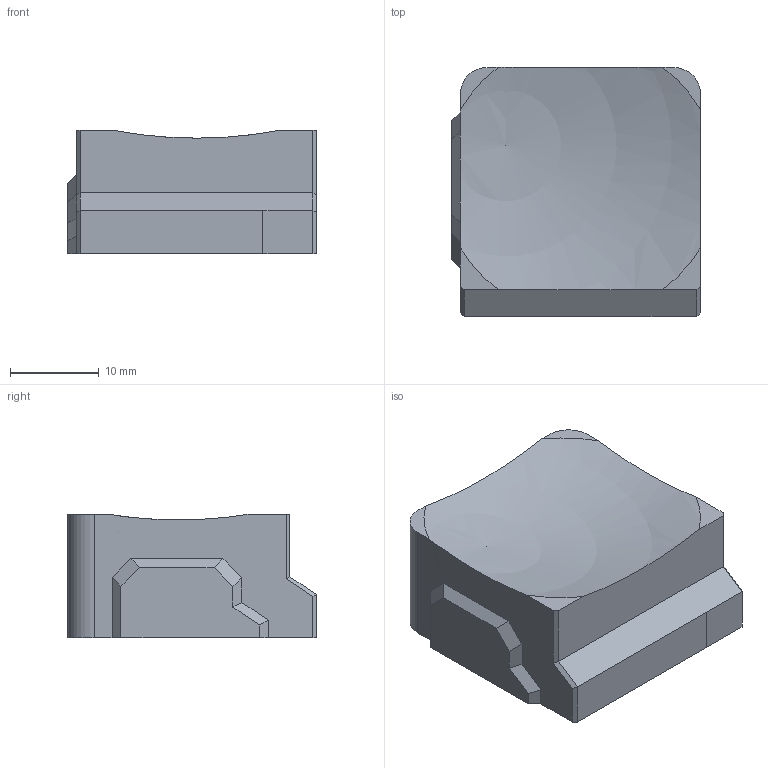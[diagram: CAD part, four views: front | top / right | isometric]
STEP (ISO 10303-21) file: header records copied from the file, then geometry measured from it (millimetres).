
FILE_DESCRIPTION(/* description */ (''),/* implementation_level */ '2;1');
FILE_NAME(/* name */ 'STL''s/Black - Linear Bearing Box Top (A)_2 v1.step',/* time_stamp */ '2022-09-02T15:34:45+01:00',/* author */ (''),/* organization */ (''),/* preprocessor_version */ 'ST-DEVELOPER v19',/* originating_system */ 'Autodesk Translation Framework v11.7.0.108',/* authorisation */ '');
FILE_SCHEMA (('AUTOMOTIVE_DESIGN { 1 0 10303 214 3 1 1 }'));
Length unit declared in the file: millimetre
Products named in the file (1): Black - Linear Bearing Box Top (A)_2
Bounding box: 28 x 28 x 13.86 mm (x, y, z)
Volume: 8636.8 mm3; surface area: 3074.1 mm2
Topology: 1 solids, 1 shells, 43 faces, 119 edges, 78 vertices
Faces by surface type: plane 40, cylinder 2, sphere 1
Entity records: 1387 total; most frequent: CARTESIAN_POINT 252, ORIENTED_EDGE 236, DIRECTION 216, EDGE_CURVE 118, LINE 100, VECTOR 100, VERTEX_POINT 78, AXIS2_PLACEMENT_3D 58
